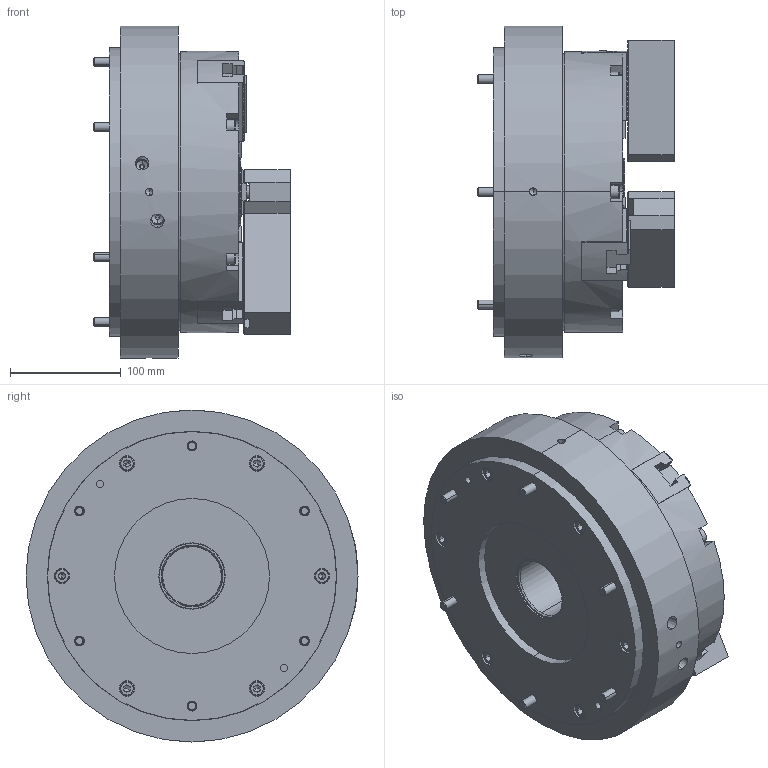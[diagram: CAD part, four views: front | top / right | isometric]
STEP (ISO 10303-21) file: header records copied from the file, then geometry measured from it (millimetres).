
FILE_DESCRIPTION (( 'STEP AP203' ), '1' );
FILE_NAME ('CF-RAP-310.STEP', '2018-11-15T09:22:38', ( '' ), ( '' ), 'SwSTEP 2.0', 'SolidWorks 2016', '' );
FILE_SCHEMA (( 'CONFIG_CONTROL_DESIGN' ));
Length unit declared in the file: millimetre
Products named in the file (17): 無頭六角孔螺絲_M4x6; CF-SP-310-07000; O-RING_P48; CF-SP-310-08000; 圓頭內六角螺栓_M12x30; 圓頭內六角螺栓_M5x10; CF-RAP-310; 圓頭內六角螺栓_M8x20; CF-RAP-310-01000; 錐平頭六角孔螺栓_M3x6; CF-RAP-310-02000; CF-3H-210-04000(T型塊); CF-RAP-310-03000; CF-SJ-10; CF-SP-310-03000; 圓頭內六角螺栓_M8x120; CF-SP-310-09000
Assembly tree (44 placements, depth 2):
  CF-RAP-310
    CF-RAP-310-01000
    CF-RAP-310-02000
    CF-RAP-310-03000
    CF-SP-310-03000  x3
    CF-SP-310-09000  x3
    CF-SP-310-07000
    CF-SP-310-08000
    圓頭內六角螺栓_M5x10  x3
    圓頭內六角螺栓_M8x20  x6
    錐平頭六角孔螺栓_M3x6  x6
    CF-3H-210-04000(T型塊)  x3
    CF-SJ-10  x2
    圓頭內六角螺栓_M8x120  x6
    無頭六角孔螺絲_M4x6  x2
    O-RING_P48
    圓頭內六角螺栓_M12x30  x4
Bounding box: 177.3 x 300 x 300 mm (x, y, z)
Volume: 6918753.3 mm3; surface area: 747364.2 mm2
Topology: 44 solids, 44 shells, 3441 faces, 9561 edges, 6205 vertices
Faces by surface type: plane 2287, cylinder 882, cone 256, torus 16
Entity records: 50164 total; most frequent: CARTESIAN_POINT 10363, ORIENTED_EDGE 8218, DIRECTION 7232, EDGE_CURVE 4109, VECTOR 3012, LINE 3012, VERTEX_POINT 2700, AXIS2_PLACEMENT_3D 2110
